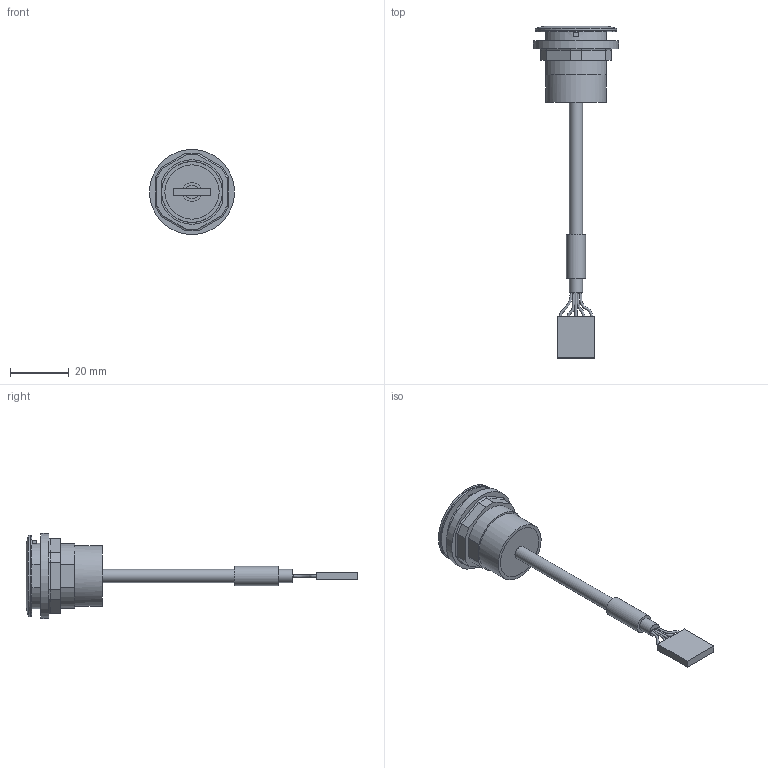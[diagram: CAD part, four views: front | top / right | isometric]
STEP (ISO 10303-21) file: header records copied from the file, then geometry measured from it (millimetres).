
FILE_DESCRIPTION(/* description */ (''),/* implementation_level */ '2;1');
FILE_NAME(/* name */ 'RRJ_USB100CM_673.stp',/* time_stamp */ '2016-04-08T08:49:46+02:00',/* author */ ('mharscher'),/* organization */ (''),/* preprocessor_version */ 'ST-DEVELOPER v15.2',/* originating_system */ 'Autodesk Inventor 2014',/* authorisation */ '');
FILE_SCHEMA (('CONFIG_CONTROL_DESIGN'));
Length unit declared in the file: millimetre
Products named in the file (1): RRJ_USB
Bounding box: 29 x 113.2 x 29 mm (x, y, z)
Volume: 11545.8 mm3; surface area: 7190.5 mm2
Topology: 1 solids, 3 shells, 198 faces, 523 edges, 339 vertices
Faces by surface type: plane 125, cylinder 58, torus 6, cone 5, bspline 4
Full cylindrical faces by diameter (mm): 0.8 x1, 4.5 x2, 6.5 x1, 18.318 x1, 20.05 x1, 20.7 x1, 22.6 x1, 25.35 x1, 27.4 x1, 27.9 x1, 29 x1
Entity records: 7087 total; most frequent: CARTESIAN_POINT 2192, ORIENTED_EDGE 1002, DIRECTION 982, EDGE_CURVE 498, LINE 350, VECTOR 350, VERTEX_POINT 334, AXIS2_PLACEMENT_3D 316
